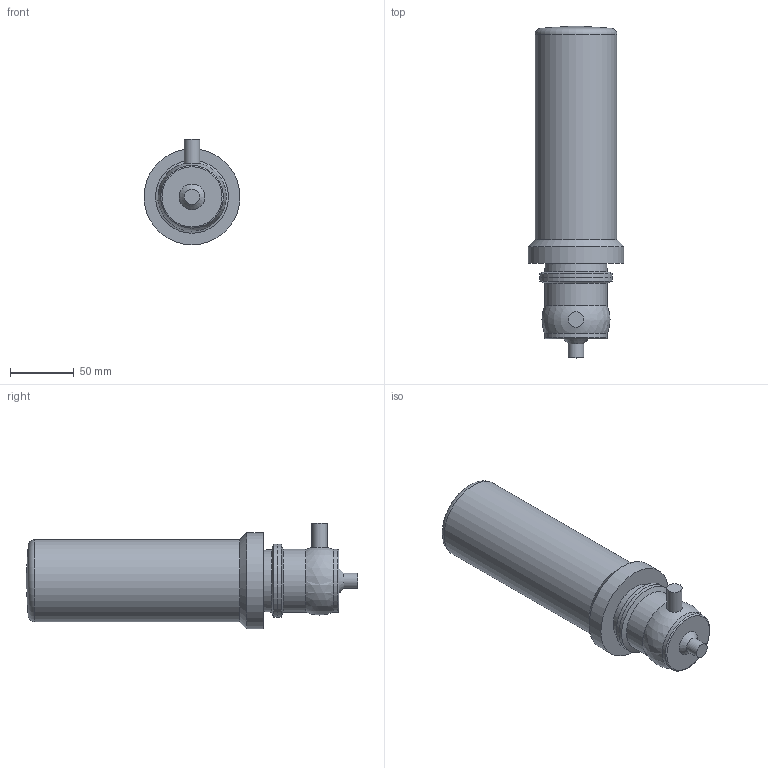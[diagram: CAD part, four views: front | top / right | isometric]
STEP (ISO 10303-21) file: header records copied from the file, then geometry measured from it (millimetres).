
FILE_DESCRIPTION((''),'2;1');
FILE_NAME('BBZS1-DN010-SAL.stp','2009-08-27T16:46:23',('malp-m'),(''),'Autodesk Inventor 2008','Autodesk Inventor 2008','');
FILE_SCHEMA(('AUTOMOTIVE_DESIGN { 1 0 10303 214 1 1 1 1 }'));
Length unit declared in the file: millimetre
Products named in the file (3): BBZS1-DN010-SAL; calotta BBZS1 025; COR-INF-L-SAL-DN10
Assembly tree (2 placements, depth 2):
  BBZS1-DN010-SAL
    calotta BBZS1 025
    COR-INF-L-SAL-DN10
Bounding box: 75 x 259.5 x 82.5 mm (x, y, z)
Volume: 735601.6 mm3; surface area: 62034.1 mm2
Topology: 2 solids, 2 shells, 23 faces, 40 edges, 23 vertices
Faces by surface type: cylinder 8, cone 6, plane 6, torus 2, sphere 1
Full cylindrical faces by diameter (mm): 12 x2, 49 x2, 57 x2, 64 x1, 75 x1
Entity records: 526 total; most frequent: DIRECTION 98, CARTESIAN_POINT 70, AXIS2_PLACEMENT_3D 49, ORIENTED_EDGE 42, EDGE_LOOP 42, FACE_OUTER_BOUND 23, ADVANCED_FACE 23, VERTEX_POINT 21
